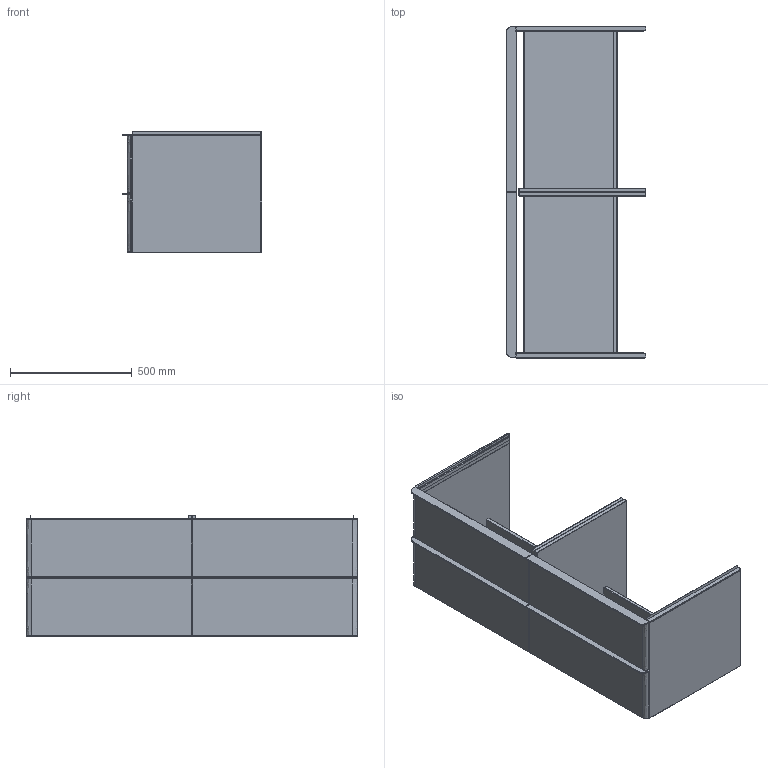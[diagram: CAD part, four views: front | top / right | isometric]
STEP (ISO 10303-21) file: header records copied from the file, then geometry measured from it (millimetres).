
FILE_DESCRIPTION(('CATIA V6 STEP','CAx-IF Rec.Pracs.--- Model Styling and Organization---1.5--- 2016-08-15','CAx-IF Rec.Pracs.---Supplemental Geometry---1.0---2011-11-01','CAx-IF Rec.Pracs.--- Composite Materials ---3.4---2017-06-13','CAx-IF Rec.Pracs.---Tessellated 3D Geometry---1.0---2015-12-17'),'2;1');
FILE_NAME('prd-HG-00302049.stp','2022-11-08T12:50:22+00:00',('none'),('none'),'3DEXPERIENCE Platform3DEXPERIENCE R2021x HotFix 8','3DEXPERIENCE Platform STEP AP242 v2','none');
FILE_SCHEMA(('AP242_MANAGED_MODEL_BASED_3D_ENGINEERING_MIM_LF {1 0 10303 442 1 1 4}'));
Length unit declared in the file: millimetre
Products named in the file (2): P-2_HG_Xelu_Q_WTU_we_hgl1360_4SK_Kon.AWT; P-2_ZUS_SGTD136
Assembly tree (1 placements, depth 2):
  P-2_HG_Xelu_Q_WTU_we_hgl1360_4SK_Kon.AWT
    P-2_ZUS_SGTD136
Bounding box: 571 x 1361 x 496.09 mm (x, y, z)
Volume: 39554270.8 mm3; surface area: 5570923.4 mm2
Topology: 20 solids, 20 shells, 406 faces, 920 edges, 504 vertices
Faces by surface type: cylinder 166, plane 148, sphere 50, torus 26, bspline 16
Entity records: 11612 total; most frequent: CARTESIAN_POINT 3306, ORIENTED_EDGE 1740, DIRECTION 1518, EDGE_CURVE 870, AXIS2_PLACEMENT_3D 644, VERTEX_POINT 504, VECTOR 490, LINE 490
